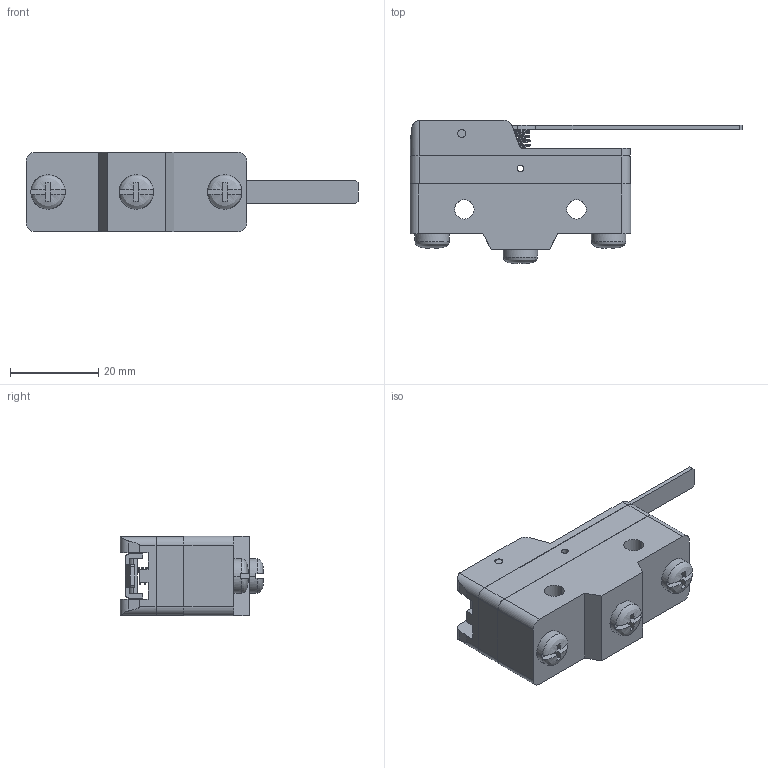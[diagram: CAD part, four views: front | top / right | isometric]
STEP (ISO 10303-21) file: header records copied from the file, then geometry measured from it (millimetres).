
FILE_DESCRIPTION((''),'2;1');
FILE_NAME('1','2024-11-20T',('Administrator'),('zyb.com'),'PRO/ENGINEER BY PARAMETRIC TECHNOLOGY CORPORATION, 2010280','PRO/ENGINEER BY PARAMETRIC TECHNOLOGY CORPORATION, 2010280','');
FILE_SCHEMA(('CONFIG_CONTROL_DESIGN'));
Length unit declared in the file: millimetre
Products named in the file (1): 1
Bounding box: 75.2 x 32.5 x 18 mm (x, y, z)
Volume: 19516.4 mm3; surface area: 7436.7 mm2
Topology: 1 solids, 1 shells, 192 faces, 517 edges, 336 vertices
Faces by surface type: plane 110, cylinder 64, bspline 16, torus 2
Entity records: 9378 total; most frequent: CARTESIAN_POINT 4550, ORIENTED_EDGE 1034, DIRECTION 943, EDGE_CURVE 517, VERTEX_POINT 336, VECTOR 319, LINE 319, AXIS2_PLACEMENT_3D 312
